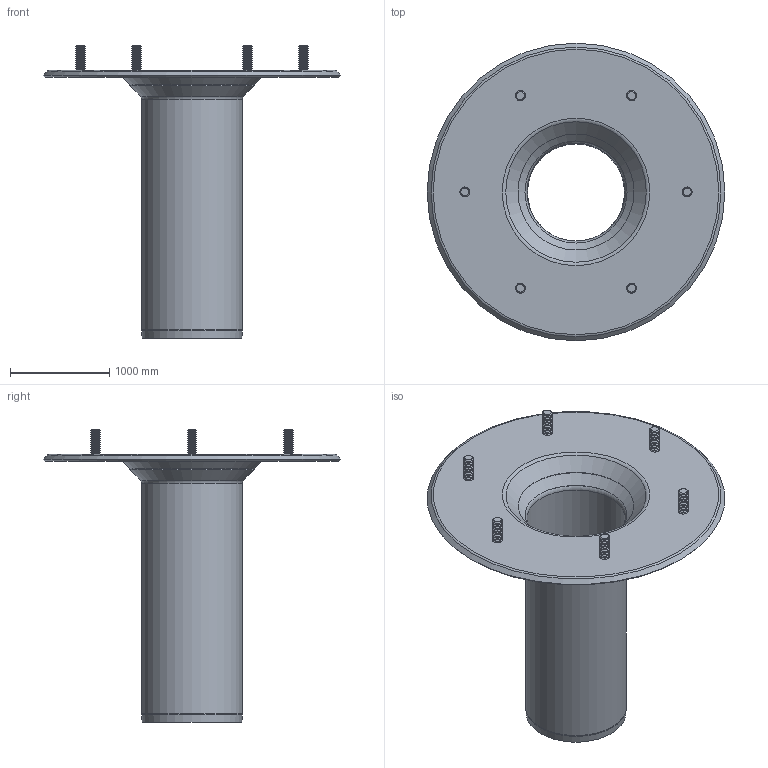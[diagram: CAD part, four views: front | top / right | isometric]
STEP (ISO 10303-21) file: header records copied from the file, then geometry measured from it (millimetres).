
FILE_DESCRIPTION(/* description */ (''),/* implementation_level */ '2;1');
FILE_NAME(/* name */ '21981.100X_3D.stp',/* time_stamp */ '2024-12-12T09:28:48+01:00',/* author */ ('CAD'),/* organization */ (''),/* preprocessor_version */ 'ST-DEVELOPER v20',/* originating_system */ 'AutoCAD Mechanical',/* authorisation */ '');
FILE_SCHEMA (('AUTOMOTIVE_DESIGN { 1 0 10303 214 3 1 1 }'));
Length unit declared in the file: centimetre
Products named in the file (2): Product; *S0
Assembly tree (1 placements, depth 2):
  Product
    *S0
Bounding box: 2999.86 x 2999.86 x 2950 mm (x, y, z)
Volume: 296109415.4 mm3; surface area: 30165270.1 mm2
Topology: 8 solids, 8 shells, 185 faces, 360 edges, 190 vertices
Faces by surface type: cone 161, plane 15, torus 7, cylinder 2
Full cylindrical faces by diameter (mm): 992 x1, 1016 x1
Entity records: 4655 total; most frequent: DIRECTION 933, CARTESIAN_POINT 738, ORIENTED_EDGE 720, AXIS2_PLACEMENT_3D 385, EDGE_CURVE 360, CIRCLE 197, VERTEX_POINT 190, EDGE_LOOP 188
